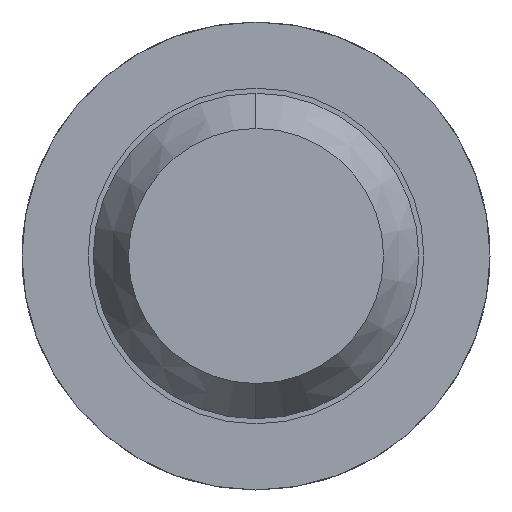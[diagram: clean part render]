
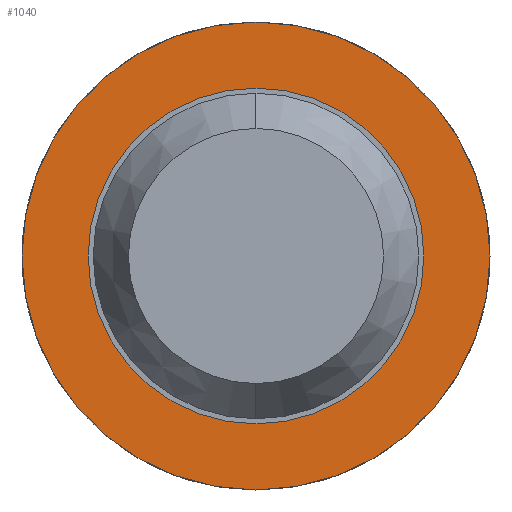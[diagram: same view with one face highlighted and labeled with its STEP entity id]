
A CAD part, front view. The second image highlights one B-rep face of the part: STEP entity #1040.
In plain terms, the highlighted planar face has unit normal (0, -1, 0).
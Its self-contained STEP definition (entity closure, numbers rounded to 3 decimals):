
#80 = AXIS2_PLACEMENT_3D ( 'NONE', #3133, #535, #3550 ) ;
#131 = CARTESIAN_POINT ( 'NONE',  ( 0., -1.7, -0.825 ) ) ;
#151 = CARTESIAN_POINT ( 'NONE',  ( 0., -1.7, 0. ) ) ;
#163 = EDGE_CURVE ( 'Defeature ausgef�hrt1_7+Defeature ausgef�hrt1_14+Defeature ausgef�hrt1_14+Defeature ausgef�hrt1_14', #3539, #3828, #1229, .T. ) ;
#448 = DIRECTION ( 'NONE',  ( 0., 1., 0. ) ) ;
#454 = CARTESIAN_POINT ( 'NONE',  ( 0., -1.7, 0. ) ) ;
#529 = CIRCLE ( 'NONE', #3695, 0.825 ) ;
#535 = DIRECTION ( 'NONE',  ( 0., 1., 0. ) ) ;
#690 = CARTESIAN_POINT ( 'NONE',  ( 0., -1.7, 0.825 ) ) ;
#893 = EDGE_CURVE ( 'Defeature ausgef�hrt1_14+Defeature ausgef�hrt1_13+Defeature ausgef�hrt1_13+Defeature ausgef�hrt1_13', #1881, #3728, #2266, .T. ) ;
#1012 = CARTESIAN_POINT ( 'NONE',  ( 0., -1.7, 1.15 ) ) ;
#1040 = ADVANCED_FACE ( 'Defeature ausgef�hrt1_14', ( #1689, #2734 ), #4287, .F. ) ;
#1229 = CIRCLE ( 'NONE', #2396, 1.15 ) ;
#1689 = FACE_OUTER_BOUND ( 'NONE', #3792, .T. ) ;
#1692 = CIRCLE ( 'NONE', #3834, 1.15 ) ;
#1761 = CARTESIAN_POINT ( 'NONE',  ( 0., -1.7, -1.15 ) ) ;
#1881 = VERTEX_POINT ( 'NONE', #690 ) ;
#1989 = EDGE_CURVE ( 'Defeature ausgef�hrt1_14+Defeature ausgef�hrt1_13+Defeature ausgef�hrt1_13+Defeature ausgef�hrt1_13', #3728, #1881, #529, .T. ) ;
#2048 = AXIS2_PLACEMENT_3D ( 'NONE', #454, #3438, #3832 ) ;
#2256 = ORIENTED_EDGE ( 'NONE', *, *, #4382, .F. ) ;
#2266 = CIRCLE ( 'NONE', #2048, 0.825 ) ;
#2396 = AXIS2_PLACEMENT_3D ( 'NONE', #151, #3512, #3892 ) ;
#2618 = DIRECTION ( 'NONE',  ( 0., 0., 1. ) ) ;
#2734 = FACE_BOUND ( 'NONE', #4229, .T. ) ;
#2796 = ORIENTED_EDGE ( 'NONE', *, *, #163, .F. ) ;
#2798 = ORIENTED_EDGE ( 'NONE', *, *, #1989, .T. ) ;
#3049 = DIRECTION ( 'NONE',  ( 0., 0., 1. ) ) ;
#3133 = CARTESIAN_POINT ( 'NONE',  ( 0.825, -1.7, 0. ) ) ;
#3438 = DIRECTION ( 'NONE',  ( 0., 1., 0. ) ) ;
#3459 = CARTESIAN_POINT ( 'NONE',  ( 0., -1.7, 0. ) ) ;
#3512 = DIRECTION ( 'NONE',  ( 0., 1., 0. ) ) ;
#3539 = VERTEX_POINT ( 'NONE', #1761 ) ;
#3550 = DIRECTION ( 'NONE',  ( 0., 0., 1. ) ) ;
#3695 = AXIS2_PLACEMENT_3D ( 'NONE', #4456, #4439, #2618 ) ;
#3728 = VERTEX_POINT ( 'NONE', #131 ) ;
#3792 = EDGE_LOOP ( 'NONE', ( #2256, #2796 ) ) ;
#3828 = VERTEX_POINT ( 'NONE', #1012 ) ;
#3832 = DIRECTION ( 'NONE',  ( 0., 0., 1. ) ) ;
#3833 = ORIENTED_EDGE ( 'NONE', *, *, #893, .T. ) ;
#3834 = AXIS2_PLACEMENT_3D ( 'NONE', #3459, #448, #3049 ) ;
#3892 = DIRECTION ( 'NONE',  ( 0., 0., 1. ) ) ;
#4229 = EDGE_LOOP ( 'NONE', ( #3833, #2798 ) ) ;
#4287 = PLANE ( 'NONE',  #80 ) ;
#4382 = EDGE_CURVE ( 'Defeature ausgef�hrt1_7+Defeature ausgef�hrt1_14+Defeature ausgef�hrt1_14+Defeature ausgef�hrt1_14', #3828, #3539, #1692, .T. ) ;
#4439 = DIRECTION ( 'NONE',  ( 0., 1., 0. ) ) ;
#4456 = CARTESIAN_POINT ( 'NONE',  ( 0., -1.7, 0. ) ) ;
